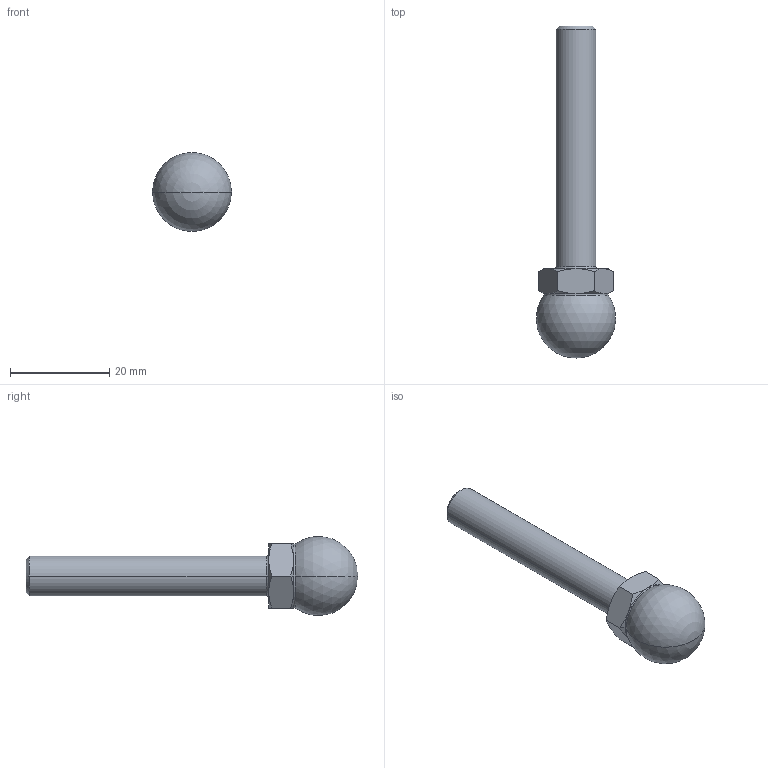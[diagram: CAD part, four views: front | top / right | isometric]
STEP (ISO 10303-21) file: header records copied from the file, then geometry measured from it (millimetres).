
FILE_DESCRIPTION(('STEP AP214'),'1');
FILE_NAME('cctmp_4235C45D-677D-4318-BC11-1307C629B4B1_2022_03_25_10_52_30_0167..stp','2022-03-25T09:52:30',('Bosch Rexroth AG'),('CADClick - www.CADClick.com'),'Spatial InterOp 3D',' ','unknown authorization - (Healing Option Enabled)');
FILE_SCHEMA(('AUTOMOTIVE_DESIGN'));
Length unit declared in the file: millimetre
Products named in the file (1): 2022_03_25_10_52_30_0167
Bounding box: 15.98 x 67 x 15.85 mm (x, y, z)
Volume: 5052.7 mm3; surface area: 2365.3 mm2
Topology: 1 solids, 2 shells, 39 faces, 82 edges, 44 vertices
Faces by surface type: cone 18, plane 9, cylinder 6, sphere 4, torus 2
Entity records: 1354 total; most frequent: CARTESIAN_POINT 258, DIRECTION 170, ORIENTED_EDGE 156, EDGE_CURVE 78, AXIS2_PLACEMENT_3D 76, VERTEX_POINT 44, STYLED_ITEM 40, PRESENTATION_STYLE_ASSIGNMENT 40
